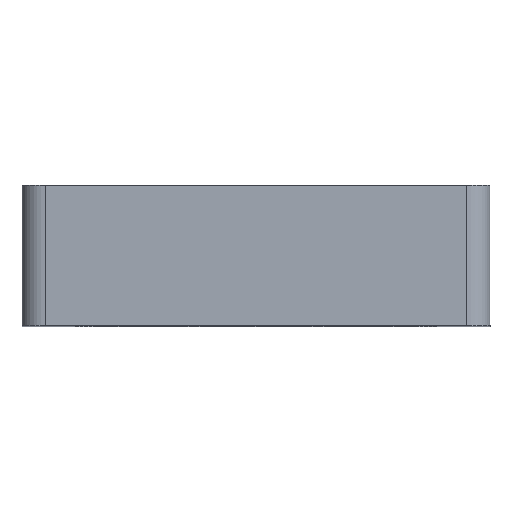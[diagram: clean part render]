
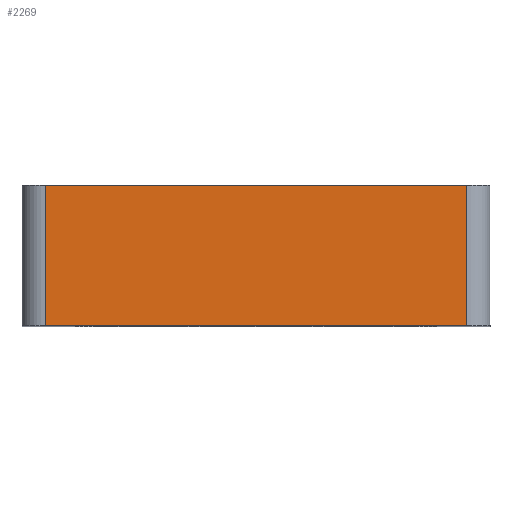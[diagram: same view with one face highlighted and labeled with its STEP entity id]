
A CAD part, top view. The second image highlights one B-rep face of the part: STEP entity #2269.
In plain terms, the highlighted planar face has unit normal (0, 0, 1).
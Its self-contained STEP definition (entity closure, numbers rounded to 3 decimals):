
#170=PLANE('',#2431);
#260=FACE_OUTER_BOUND('',#405,.T.);
#405=EDGE_LOOP('',(#1581,#1582,#1583,#1584));
#611=LINE('',#3483,#750);
#612=LINE('',#3485,#751);
#613=LINE('',#3487,#752);
#614=LINE('',#3488,#753);
#750=VECTOR('',#2737,10.);
#751=VECTOR('',#2738,10.);
#752=VECTOR('',#2739,10.);
#753=VECTOR('',#2740,10.);
#1011=VERTEX_POINT('',#3481);
#1012=VERTEX_POINT('',#3482);
#1013=VERTEX_POINT('',#3484);
#1014=VERTEX_POINT('',#3486);
#1230=EDGE_CURVE('',#1011,#1012,#611,.T.);
#1231=EDGE_CURVE('',#1013,#1012,#612,.T.);
#1232=EDGE_CURVE('',#1014,#1013,#613,.T.);
#1233=EDGE_CURVE('',#1011,#1014,#614,.T.);
#1581=ORIENTED_EDGE('',*,*,#1230,.T.);
#1582=ORIENTED_EDGE('',*,*,#1231,.F.);
#1583=ORIENTED_EDGE('',*,*,#1232,.F.);
#1584=ORIENTED_EDGE('',*,*,#1233,.F.);
#2269=ADVANCED_FACE('',(#260),#170,.F.);
#2431=AXIS2_PLACEMENT_3D('',#3480,#2735,#2736);
#2735=DIRECTION('center_axis',(0.,0.,
-1.));
#2736=DIRECTION('ref_axis',(0.,1.,0.));
#2737=DIRECTION('',(-1.,0.,0.));
#2738=DIRECTION('',(0.,1.,0.));
#2739=DIRECTION('',(-1.,0.,0.));
#2740=DIRECTION('',(0.,-1.,0.));
#3480=CARTESIAN_POINT('Origin',(0.,7.5,
50.));
#3481=CARTESIAN_POINT('',(45.,20.,50.));
#3482=CARTESIAN_POINT('',(-45.,20.,50.));
#3483=CARTESIAN_POINT('',(0.,20.,50.));
#3484=CARTESIAN_POINT('',(-45.,-10.,50.));
#3485=CARTESIAN_POINT('',(-45.,7.5,50.));
#3486=CARTESIAN_POINT('',(45.,-10.,50.));
#3487=CARTESIAN_POINT('',(0.,-10.,50.));
#3488=CARTESIAN_POINT('',(45.,7.5,50.));
